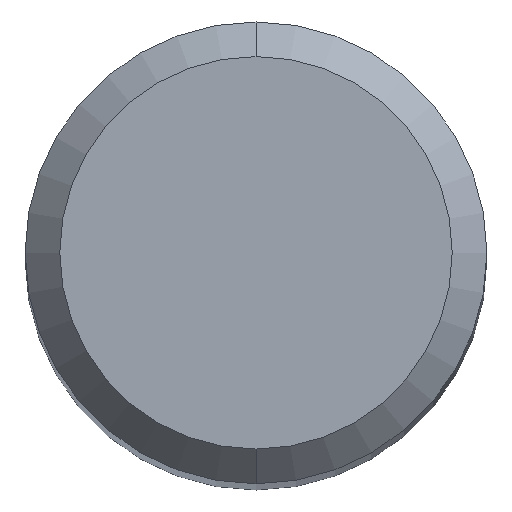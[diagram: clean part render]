
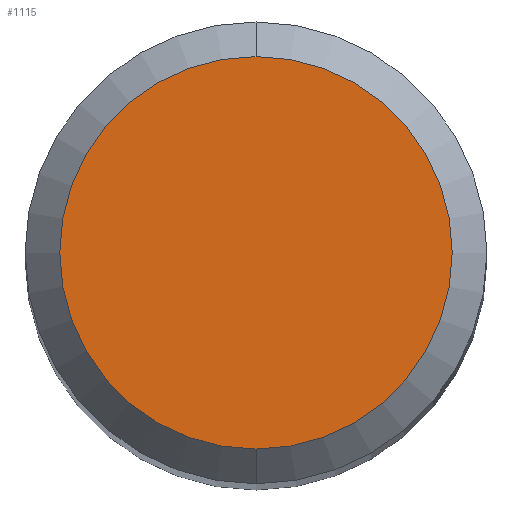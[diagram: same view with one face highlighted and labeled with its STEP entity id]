
A CAD part, top view. The second image highlights one B-rep face of the part: STEP entity #1115.
In plain terms, the highlighted planar face has unit normal (0, 0, 1).
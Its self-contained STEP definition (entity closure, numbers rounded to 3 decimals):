
#661=VERTEX_POINT('',#1486);
#683=VERTEX_POINT('',#1510);
#793=EDGE_CURVE('',#661,#683,#1628,.T.);
#881=EDGE_CURVE('',#683,#661,#1720,.T.);
#1115=ADVANCED_FACE('',(#1979),#1980,.T.);
#1486=CARTESIAN_POINT('',(0.0,1.7,0.0));
#1510=CARTESIAN_POINT('',(0.,-1.7,0.0));
#1628=CIRCLE('',#3289,1.7);
#1720=CIRCLE('',#3504,1.7);
#1979=FACE_OUTER_BOUND('',#4922,.T.);
#1980=PLANE('',#4923);
#3289=AXIS2_PLACEMENT_3D('',#5614,#5615,#5616);
#3504=AXIS2_PLACEMENT_3D('',#5674,#5675,#5676);
#4922=EDGE_LOOP('',(#5975,#5976));
#4923=AXIS2_PLACEMENT_3D('',#5977,#5978,#5979);
#5614=CARTESIAN_POINT('',(0.0,0.0,0.0));
#5615=DIRECTION('',(0.0,0.0,-1.0));
#5616=DIRECTION('',(0.0,1.0,0.0));
#5674=CARTESIAN_POINT('',(0.0,0.0,0.0));
#5675=DIRECTION('',(0.0,0.0,-1.0));
#5676=DIRECTION('',(0.0,1.0,0.0));
#5975=ORIENTED_EDGE('',*,*,#793,.F.);
#5976=ORIENTED_EDGE('',*,*,#881,.F.);
#5977=CARTESIAN_POINT('',(0.0,0.85,0.0));
#5978=DIRECTION('',(-0.0,0.0,1.0));
#5979=DIRECTION('',(0.0,-1.0,0.0));
